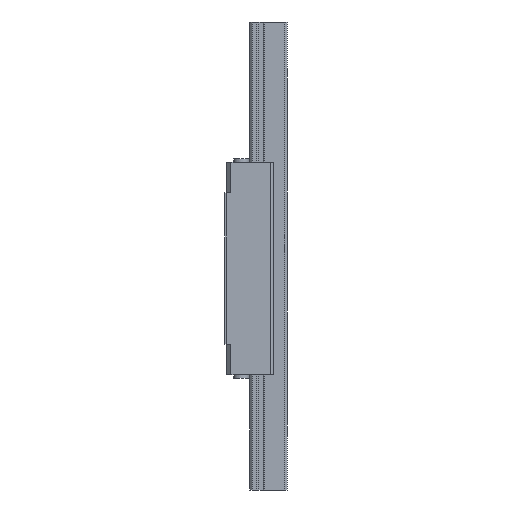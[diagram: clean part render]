
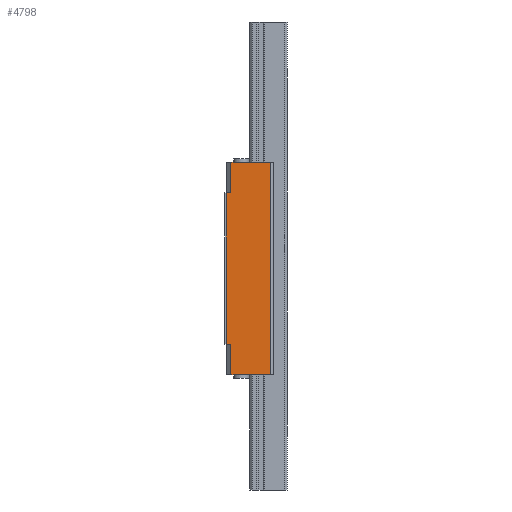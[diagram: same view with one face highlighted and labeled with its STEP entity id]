
A CAD part, left-side view. The second image highlights one B-rep face of the part: STEP entity #4798.
In plain terms, the highlighted planar face has unit normal (-1, 0, 0).
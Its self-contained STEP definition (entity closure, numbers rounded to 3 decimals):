
#2469 = PLANE('',#2470);
#2470 = AXIS2_PLACEMENT_3D('',#2471,#2472,#2473);
#2471 = CARTESIAN_POINT('',(0.,8.236,-45.4));
#2472 = DIRECTION('',(-0.,-0.,-1.));
#2473 = DIRECTION('',(-1.,0.,0.));
#2525 = PLANE('',#2526);
#2526 = AXIS2_PLACEMENT_3D('',#2527,#2528,#2529);
#2527 = CARTESIAN_POINT('',(0.,8.236,0.));
#2528 = DIRECTION('',(-0.,-0.,-1.));
#2529 = DIRECTION('',(-1.,0.,0.));
#3236 = VERTEX_POINT('',#3237);
#3237 = CARTESIAN_POINT('',(-13.5,3.5,-45.4));
#3256 = CYLINDRICAL_SURFACE('',#3257,0.5);
#3257 = AXIS2_PLACEMENT_3D('',#3258,#3259,#3260);
#3258 = CARTESIAN_POINT('',(-13.,3.5,0.));
#3259 = DIRECTION('',(-0.,-0.,-1.));
#3260 = DIRECTION('',(-1.,0.,0.));
#3268 = EDGE_CURVE('',#3236,#3269,#3271,.T.);
#3269 = VERTEX_POINT('',#3270);
#3270 = CARTESIAN_POINT('',(-13.5,12.,-45.4));
#3271 = SURFACE_CURVE('',#3272,(#3276,#3283),.PCURVE_S1.);
#3272 = LINE('',#3273,#3274);
#3273 = CARTESIAN_POINT('',(-13.5,3.,-45.4));
#3274 = VECTOR('',#3275,1.);
#3275 = DIRECTION('',(0.,1.,0.));
#3276 = PCURVE('',#2469,#3277);
#3277 = DEFINITIONAL_REPRESENTATION('',(#3278),#3282);
#3278 = LINE('',#3279,#3280);
#3279 = CARTESIAN_POINT('',(13.5,-5.236));
#3280 = VECTOR('',#3281,1.);
#3281 = DIRECTION('',(0.,1.));
#3282 = ( GEOMETRIC_REPRESENTATION_CONTEXT(2) 
PARAMETRIC_REPRESENTATION_CONTEXT() REPRESENTATION_CONTEXT('2D SPACE',''
  ) );
#3283 = PCURVE('',#3284,#3289);
#3284 = PLANE('',#3285);
#3285 = AXIS2_PLACEMENT_3D('',#3286,#3287,#3288);
#3286 = CARTESIAN_POINT('',(-13.5,3.,0.));
#3287 = DIRECTION('',(1.,0.,0.));
#3288 = DIRECTION('',(0.,1.,0.));
#3289 = DEFINITIONAL_REPRESENTATION('',(#3290),#3294);
#3290 = LINE('',#3291,#3292);
#3291 = CARTESIAN_POINT('',(0.,-45.4));
#3292 = VECTOR('',#3293,1.);
#3293 = DIRECTION('',(1.,0.));
#3294 = ( GEOMETRIC_REPRESENTATION_CONTEXT(2) 
PARAMETRIC_REPRESENTATION_CONTEXT() REPRESENTATION_CONTEXT('2D SPACE',''
  ) );
#3312 = PLANE('',#3313);
#3313 = AXIS2_PLACEMENT_3D('',#3314,#3315,#3316);
#3314 = CARTESIAN_POINT('',(-13.,12.5,-38.9));
#3315 = DIRECTION('',(-0.707,0.707,0.));
#3316 = DIRECTION('',(0.,0.,-1.));
#4008 = VERTEX_POINT('',#4009);
#4009 = CARTESIAN_POINT('',(-13.5,3.5,0.));
#4035 = EDGE_CURVE('',#4008,#4036,#4038,.T.);
#4036 = VERTEX_POINT('',#4037);
#4037 = CARTESIAN_POINT('',(-13.5,12.,0.));
#4038 = SURFACE_CURVE('',#4039,(#4043,#4050),.PCURVE_S1.);
#4039 = LINE('',#4040,#4041);
#4040 = CARTESIAN_POINT('',(-13.5,3.,0.));
#4041 = VECTOR('',#4042,1.);
#4042 = DIRECTION('',(0.,1.,0.));
#4043 = PCURVE('',#2525,#4044);
#4044 = DEFINITIONAL_REPRESENTATION('',(#4045),#4049);
#4045 = LINE('',#4046,#4047);
#4046 = CARTESIAN_POINT('',(13.5,-5.236));
#4047 = VECTOR('',#4048,1.);
#4048 = DIRECTION('',(0.,1.));
#4049 = ( GEOMETRIC_REPRESENTATION_CONTEXT(2) 
PARAMETRIC_REPRESENTATION_CONTEXT() REPRESENTATION_CONTEXT('2D SPACE',''
  ) );
#4050 = PCURVE('',#3284,#4051);
#4051 = DEFINITIONAL_REPRESENTATION('',(#4052),#4056);
#4052 = LINE('',#4053,#4054);
#4053 = CARTESIAN_POINT('',(0.,0.));
#4054 = VECTOR('',#4055,1.);
#4055 = DIRECTION('',(1.,0.));
#4056 = ( GEOMETRIC_REPRESENTATION_CONTEXT(2) 
PARAMETRIC_REPRESENTATION_CONTEXT() REPRESENTATION_CONTEXT('2D SPACE',''
  ) );
#4074 = PLANE('',#4075);
#4075 = AXIS2_PLACEMENT_3D('',#4076,#4077,#4078);
#4076 = CARTESIAN_POINT('',(-13.,12.5,0.));
#4077 = DIRECTION('',(-0.707,0.707,0.));
#4078 = DIRECTION('',(0.,0.,-1.));
#4581 = PLANE('',#4582);
#4582 = AXIS2_PLACEMENT_3D('',#4583,#4584,#4585);
#4583 = CARTESIAN_POINT('',(-5.5,13.,-6.5));
#4584 = DIRECTION('',(0.,0.,1.));
#4585 = DIRECTION('',(-1.,0.,0.));
#4637 = PLANE('',#4638);
#4638 = AXIS2_PLACEMENT_3D('',#4639,#4640,#4641);
#4639 = CARTESIAN_POINT('',(-13.5,13.,-38.9));
#4640 = DIRECTION('',(0.,0.,-1.));
#4641 = DIRECTION('',(1.,0.,0.));
#4727 = VERTEX_POINT('',#4728);
#4728 = CARTESIAN_POINT('',(-13.5,12.,-38.9));
#4751 = EDGE_CURVE('',#4727,#3269,#4752,.T.);
#4752 = SURFACE_CURVE('',#4753,(#4757,#4764),.PCURVE_S1.);
#4753 = LINE('',#4754,#4755);
#4754 = CARTESIAN_POINT('',(-13.5,12.,-38.9));
#4755 = VECTOR('',#4756,1.);
#4756 = DIRECTION('',(-0.,-0.,-1.));
#4757 = PCURVE('',#3312,#4758);
#4758 = DEFINITIONAL_REPRESENTATION('',(#4759),#4763);
#4759 = LINE('',#4760,#4761);
#4760 = CARTESIAN_POINT('',(-0.,0.707));
#4761 = VECTOR('',#4762,1.);
#4762 = DIRECTION('',(1.,0.));
#4763 = ( GEOMETRIC_REPRESENTATION_CONTEXT(2) 
PARAMETRIC_REPRESENTATION_CONTEXT() REPRESENTATION_CONTEXT('2D SPACE',''
  ) );
#4764 = PCURVE('',#3284,#4765);
#4765 = DEFINITIONAL_REPRESENTATION('',(#4766),#4770);
#4766 = LINE('',#4767,#4768);
#4767 = CARTESIAN_POINT('',(9.,-38.9));
#4768 = VECTOR('',#4769,1.);
#4769 = DIRECTION('',(0.,-1.));
#4770 = ( GEOMETRIC_REPRESENTATION_CONTEXT(2) 
PARAMETRIC_REPRESENTATION_CONTEXT() REPRESENTATION_CONTEXT('2D SPACE',''
  ) );
#4798 = ADVANCED_FACE('',(#4799),#3284,.F.);
#4799 = FACE_BOUND('',#4800,.F.);
#4800 = EDGE_LOOP('',(#4801,#4802,#4823,#4824,#4825,#4848,#4876,#4899));
#4801 = ORIENTED_EDGE('',*,*,#4035,.F.);
#4802 = ORIENTED_EDGE('',*,*,#4803,.T.);
#4803 = EDGE_CURVE('',#4008,#3236,#4804,.T.);
#4804 = SURFACE_CURVE('',#4805,(#4809,#4816),.PCURVE_S1.);
#4805 = LINE('',#4806,#4807);
#4806 = CARTESIAN_POINT('',(-13.5,3.5,0.));
#4807 = VECTOR('',#4808,1.);
#4808 = DIRECTION('',(-0.,-0.,-1.));
#4809 = PCURVE('',#3284,#4810);
#4810 = DEFINITIONAL_REPRESENTATION('',(#4811),#4815);
#4811 = LINE('',#4812,#4813);
#4812 = CARTESIAN_POINT('',(0.5,0.));
#4813 = VECTOR('',#4814,1.);
#4814 = DIRECTION('',(0.,-1.));
#4815 = ( GEOMETRIC_REPRESENTATION_CONTEXT(2) 
PARAMETRIC_REPRESENTATION_CONTEXT() REPRESENTATION_CONTEXT('2D SPACE',''
  ) );
#4816 = PCURVE('',#3256,#4817);
#4817 = DEFINITIONAL_REPRESENTATION('',(#4818),#4822);
#4818 = LINE('',#4819,#4820);
#4819 = CARTESIAN_POINT('',(-0.,0.));
#4820 = VECTOR('',#4821,1.);
#4821 = DIRECTION('',(-0.,1.));
#4822 = ( GEOMETRIC_REPRESENTATION_CONTEXT(2) 
PARAMETRIC_REPRESENTATION_CONTEXT() REPRESENTATION_CONTEXT('2D SPACE',''
  ) );
#4823 = ORIENTED_EDGE('',*,*,#3268,.T.);
#4824 = ORIENTED_EDGE('',*,*,#4751,.F.);
#4825 = ORIENTED_EDGE('',*,*,#4826,.F.);
#4826 = EDGE_CURVE('',#4827,#4727,#4829,.T.);
#4827 = VERTEX_POINT('',#4828);
#4828 = CARTESIAN_POINT('',(-13.5,13.,-38.9));
#4829 = SURFACE_CURVE('',#4830,(#4834,#4841),.PCURVE_S1.);
#4830 = LINE('',#4831,#4832);
#4831 = CARTESIAN_POINT('',(-13.5,8.,-38.9));
#4832 = VECTOR('',#4833,1.);
#4833 = DIRECTION('',(0.,-1.,0.));
#4834 = PCURVE('',#3284,#4835);
#4835 = DEFINITIONAL_REPRESENTATION('',(#4836),#4840);
#4836 = LINE('',#4837,#4838);
#4837 = CARTESIAN_POINT('',(5.,-38.9));
#4838 = VECTOR('',#4839,1.);
#4839 = DIRECTION('',(-1.,0.));
#4840 = ( GEOMETRIC_REPRESENTATION_CONTEXT(2) 
PARAMETRIC_REPRESENTATION_CONTEXT() REPRESENTATION_CONTEXT('2D SPACE',''
  ) );
#4841 = PCURVE('',#4637,#4842);
#4842 = DEFINITIONAL_REPRESENTATION('',(#4843),#4847);
#4843 = LINE('',#4844,#4845);
#4844 = CARTESIAN_POINT('',(0.,5.));
#4845 = VECTOR('',#4846,1.);
#4846 = DIRECTION('',(0.,1.));
#4847 = ( GEOMETRIC_REPRESENTATION_CONTEXT(2) 
PARAMETRIC_REPRESENTATION_CONTEXT() REPRESENTATION_CONTEXT('2D SPACE',''
  ) );
#4848 = ORIENTED_EDGE('',*,*,#4849,.F.);
#4849 = EDGE_CURVE('',#4850,#4827,#4852,.T.);
#4850 = VERTEX_POINT('',#4851);
#4851 = CARTESIAN_POINT('',(-13.5,13.,-6.5));
#4852 = SURFACE_CURVE('',#4853,(#4857,#4864),.PCURVE_S1.);
#4853 = LINE('',#4854,#4855);
#4854 = CARTESIAN_POINT('',(-13.5,13.,-6.5));
#4855 = VECTOR('',#4856,1.);
#4856 = DIRECTION('',(0.,0.,-1.));
#4857 = PCURVE('',#3284,#4858);
#4858 = DEFINITIONAL_REPRESENTATION('',(#4859),#4863);
#4859 = LINE('',#4860,#4861);
#4860 = CARTESIAN_POINT('',(10.,-6.5));
#4861 = VECTOR('',#4862,1.);
#4862 = DIRECTION('',(0.,-1.));
#4863 = ( GEOMETRIC_REPRESENTATION_CONTEXT(2) 
PARAMETRIC_REPRESENTATION_CONTEXT() REPRESENTATION_CONTEXT('2D SPACE',''
  ) );
#4864 = PCURVE('',#4865,#4870);
#4865 = PLANE('',#4866);
#4866 = AXIS2_PLACEMENT_3D('',#4867,#4868,#4869);
#4867 = CARTESIAN_POINT('',(-13.5,13.,-6.5));
#4868 = DIRECTION('',(-1.,0.,0.));
#4869 = DIRECTION('',(0.,0.,-1.));
#4870 = DEFINITIONAL_REPRESENTATION('',(#4871),#4875);
#4871 = LINE('',#4872,#4873);
#4872 = CARTESIAN_POINT('',(0.,0.));
#4873 = VECTOR('',#4874,1.);
#4874 = DIRECTION('',(1.,0.));
#4875 = ( GEOMETRIC_REPRESENTATION_CONTEXT(2) 
PARAMETRIC_REPRESENTATION_CONTEXT() REPRESENTATION_CONTEXT('2D SPACE',''
  ) );
#4876 = ORIENTED_EDGE('',*,*,#4877,.T.);
#4877 = EDGE_CURVE('',#4850,#4878,#4880,.T.);
#4878 = VERTEX_POINT('',#4879);
#4879 = CARTESIAN_POINT('',(-13.5,12.,-6.5));
#4880 = SURFACE_CURVE('',#4881,(#4885,#4892),.PCURVE_S1.);
#4881 = LINE('',#4882,#4883);
#4882 = CARTESIAN_POINT('',(-13.5,8.,-6.5));
#4883 = VECTOR('',#4884,1.);
#4884 = DIRECTION('',(0.,-1.,0.));
#4885 = PCURVE('',#3284,#4886);
#4886 = DEFINITIONAL_REPRESENTATION('',(#4887),#4891);
#4887 = LINE('',#4888,#4889);
#4888 = CARTESIAN_POINT('',(5.,-6.5));
#4889 = VECTOR('',#4890,1.);
#4890 = DIRECTION('',(-1.,0.));
#4891 = ( GEOMETRIC_REPRESENTATION_CONTEXT(2) 
PARAMETRIC_REPRESENTATION_CONTEXT() REPRESENTATION_CONTEXT('2D SPACE',''
  ) );
#4892 = PCURVE('',#4581,#4893);
#4893 = DEFINITIONAL_REPRESENTATION('',(#4894),#4898);
#4894 = LINE('',#4895,#4896);
#4895 = CARTESIAN_POINT('',(8.,5.));
#4896 = VECTOR('',#4897,1.);
#4897 = DIRECTION('',(0.,1.));
#4898 = ( GEOMETRIC_REPRESENTATION_CONTEXT(2) 
PARAMETRIC_REPRESENTATION_CONTEXT() REPRESENTATION_CONTEXT('2D SPACE',''
  ) );
#4899 = ORIENTED_EDGE('',*,*,#4900,.F.);
#4900 = EDGE_CURVE('',#4036,#4878,#4901,.T.);
#4901 = SURFACE_CURVE('',#4902,(#4906,#4913),.PCURVE_S1.);
#4902 = LINE('',#4903,#4904);
#4903 = CARTESIAN_POINT('',(-13.5,12.,0.));
#4904 = VECTOR('',#4905,1.);
#4905 = DIRECTION('',(-0.,-0.,-1.));
#4906 = PCURVE('',#3284,#4907);
#4907 = DEFINITIONAL_REPRESENTATION('',(#4908),#4912);
#4908 = LINE('',#4909,#4910);
#4909 = CARTESIAN_POINT('',(9.,0.));
#4910 = VECTOR('',#4911,1.);
#4911 = DIRECTION('',(0.,-1.));
#4912 = ( GEOMETRIC_REPRESENTATION_CONTEXT(2) 
PARAMETRIC_REPRESENTATION_CONTEXT() REPRESENTATION_CONTEXT('2D SPACE',''
  ) );
#4913 = PCURVE('',#4074,#4914);
#4914 = DEFINITIONAL_REPRESENTATION('',(#4915),#4919);
#4915 = LINE('',#4916,#4917);
#4916 = CARTESIAN_POINT('',(-0.,0.707));
#4917 = VECTOR('',#4918,1.);
#4918 = DIRECTION('',(1.,0.));
#4919 = ( GEOMETRIC_REPRESENTATION_CONTEXT(2) 
PARAMETRIC_REPRESENTATION_CONTEXT() REPRESENTATION_CONTEXT('2D SPACE',''
  ) );
